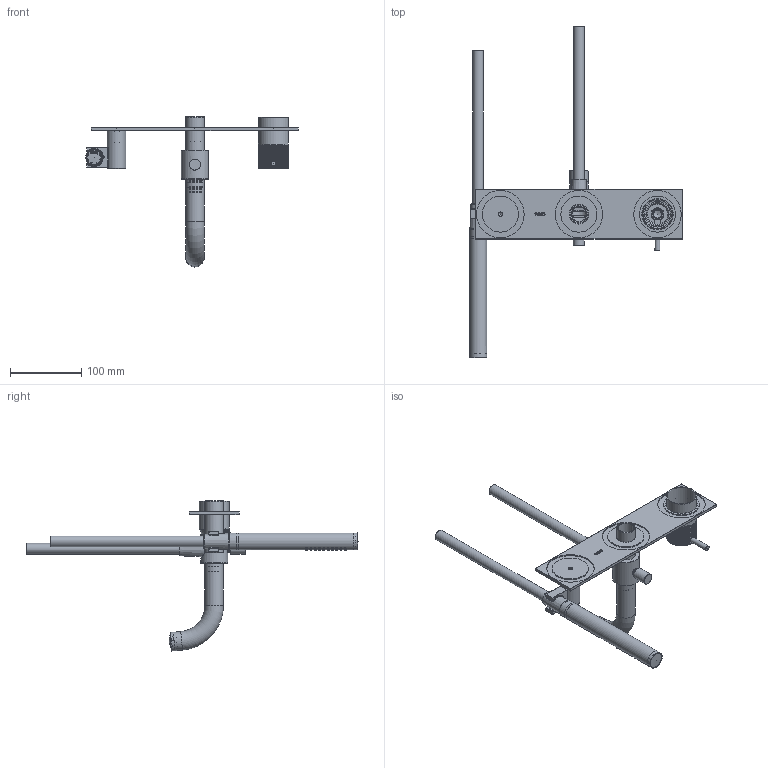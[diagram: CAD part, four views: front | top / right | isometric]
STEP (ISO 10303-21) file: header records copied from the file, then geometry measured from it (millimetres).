
FILE_DESCRIPTION(/* description */ ('Unknown'),/* implementation_level */ '2;1');
FILE_NAME(/* name */ 'CX127-00',/* time_stamp */ '2025-03-24T17:17:58+01:00',/* author */ ('Unknown'),/* organization */ ('Unknown'),/* preprocessor_version */ 'ST-DEVELOPER v19.4',/* originating_system */ 'Solid Edge',/* authorisation */ 'Unknown');
FILE_SCHEMA (('AUTOMOTIVE_DESIGN {1 0 10303 214 3 1 1}'));
Length unit declared in the file: millimetre
Products named in the file (26): CX127EXT-00; CB031-11; CB031-020_oa_0; CX031-07; CB003-08; CB026-07; CB26FL-00_oa_1; CB026-03; CB026-003_oa_2; CB026-04; CB026-01; GRANI serie(050614); B077-001_oa_3; B077-27; CB026-004 new support 2022_oa_4; CB026-10 new support 2022; CB026-05 new; GRANI serie(050609); support 026-027; M017-00; M015-001; M354-00_oa_5; M354-001_oa_6; C101014_02100ZZ; A089014_00101ZZ; A064038_12900ZZ
Assembly tree (25 placements, depth 4):
  CX127EXT-00
    CB031-11
    CB031-020_oa_0
      CX031-07
      CB003-08
    CB026-07
    CB26FL-00_oa_1
      CB026-03
    CB026-003_oa_2
      CB026-04
      CB026-01
      GRANI serie(050614)
    B077-001_oa_3
      B077-27
    CB026-004 new support 2022_oa_4
      CB026-10 new support 2022
      CB026-05 new
      GRANI serie(050609)
      support 026-027
    M017-00
    M015-001
    M354-00_oa_5
      M354-001_oa_6
        C101014_02100ZZ
        A089014_00101ZZ
        A064038_12900ZZ
Bounding box: 298.22 x 464.85 x 210.05 mm (x, y, z)
Volume: 278850.6 mm3; surface area: 191260.3 mm2
Topology: 19 solids, 19 shells, 5973 faces, 13897 edges, 8020 vertices
Faces by surface type: bspline 3959, cylinder 1320, plane 409, torus 144, cone 113, sphere 28
Full cylindrical faces by diameter (mm): 3.2 x40, 3.242 x5, 3.3 x1, 4 x1, 4.5 x1, 5 x3, 5.5 x1, 6 x2, 7 x1, 7.2 x1, 8.3 x1, 8.5 x1, 11 x1, 11.5 x1, 12 x1, 15 x4, 15.5 x1, 16 x1, 16.5 x2, 18 x1, 18.4 x1, 18.5 x1, 18.631 x4, 20.8 x1, 21.166 x1, 21.2 x2, 21.6 x2, 21.8 x1, 22 x2, 22.2 x2
Entity records: 319708 total; most frequent: CARTESIAN_POINT 186827, ORIENTED_EDGE 26614, EDGE_CURVE 13307, B_SPLINE_CURVE_WITH_KNOTS 11207, VERTEX_POINT 7812, DIRECTION 7268, FACE_BOUND 6603, EDGE_LOOP 6596
